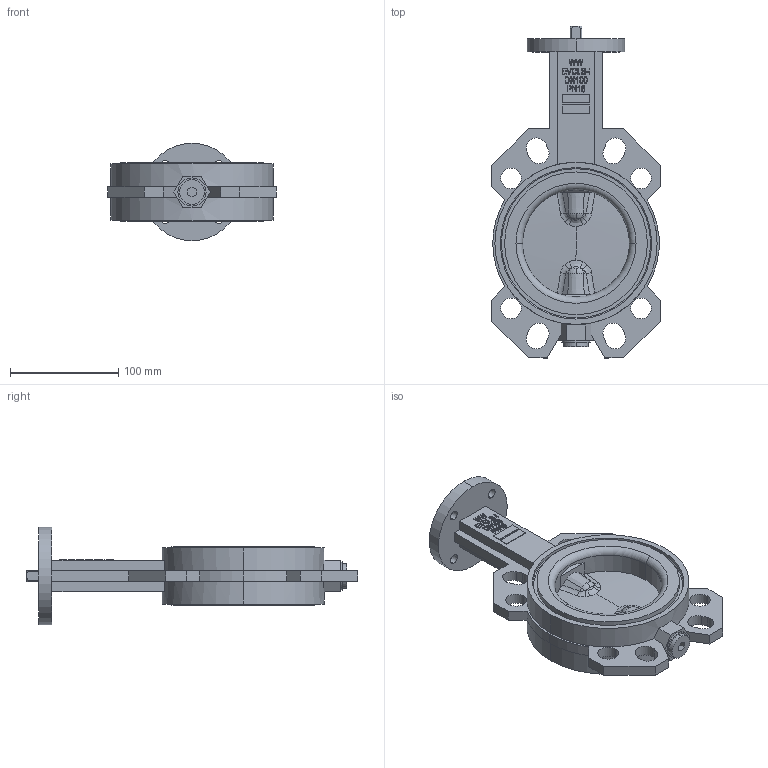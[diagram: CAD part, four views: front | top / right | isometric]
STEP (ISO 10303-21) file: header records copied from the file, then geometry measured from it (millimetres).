
FILE_DESCRIPTION (( 'STEP AP214' ), '1' );
FILE_NAME ('EVCLS-i DN100 PN16 F07-L11.STEP', '2024-04-24T13:55:26', ( '' ), ( '' ), 'SwSTEP 2.0', 'SolidWorks 2015', '' );
FILE_SCHEMA (( 'AUTOMOTIVE_DESIGN' ));
Length unit declared in the file: millimetre
Products named in the file (1): EVCLS-i DN100 PN16 F07-L11
Bounding box: 156 x 307 x 90 mm (x, y, z)
Volume: 848955.7 mm3; surface area: 134603.9 mm2
Topology: 1 solids, 1 shells, 452 faces, 1189 edges, 777 vertices
Faces by surface type: plane 241, bspline 100, cylinder 70, torus 24, cone 13, sphere 4
Entity records: 23054 total; most frequent: CARTESIAN_POINT 8260, ORIENTED_EDGE 2378, DIRECTION 1884, EDGE_CURVE 1189, VERTEX_POINT 777, VECTOR 710, LINE 710, AXIS2_PLACEMENT_3D 587
